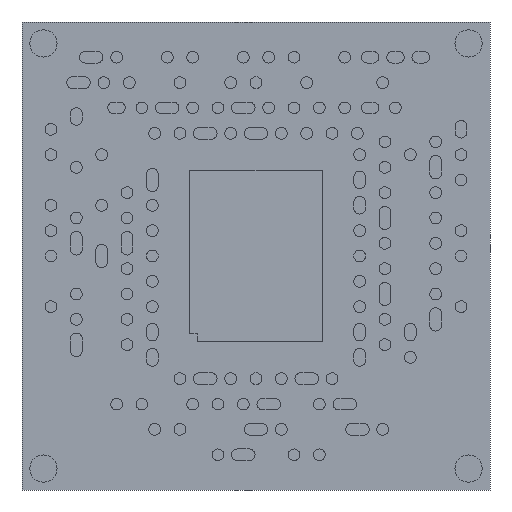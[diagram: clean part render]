
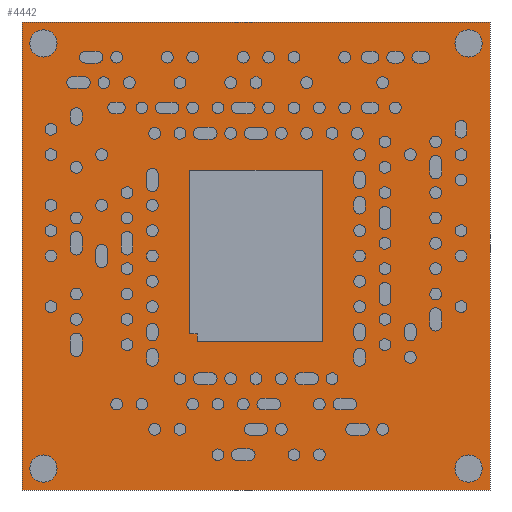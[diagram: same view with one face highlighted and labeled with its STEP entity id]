
A CAD part, front view. The second image highlights one B-rep face of the part: STEP entity #4442.
In plain terms, the highlighted planar face has unit normal (0, -1, 0).
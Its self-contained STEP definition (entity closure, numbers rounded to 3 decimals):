
#633 = VECTOR ( 'NONE', #15028, 1000. ) ;
#2260 = DIRECTION ( 'NONE',  ( 0., -1., 0. ) ) ;
#2727 = VERTEX_POINT ( 'NONE', #4714 ) ;
#3987 = VERTEX_POINT ( 'NONE', #12018 ) ;
#4028 = ORIENTED_EDGE ( 'NONE', *, *, #14326, .F. ) ;
#4294 = CARTESIAN_POINT ( 'NONE',  ( -6., 0.08, 6. ) ) ;
#4442 = ADVANCED_FACE ( 'NONE', ( #8415 ), #15833, .T. ) ;
#4714 = CARTESIAN_POINT ( 'NONE',  ( 6., 0.08, -6. ) ) ;
#5717 = VECTOR ( 'NONE', #6910, 1000. ) ;
#5724 = CARTESIAN_POINT ( 'NONE',  ( -6., 0.08, 6. ) ) ;
#6136 = EDGE_CURVE ( 'NONE', #2727, #8983, #14438, .T. ) ;
#6331 = DIRECTION ( 'NONE',  ( 0., 0., -1. ) ) ;
#6453 = CARTESIAN_POINT ( 'NONE',  ( -6., 0.08, -6. ) ) ;
#6602 = VECTOR ( 'NONE', #13375, 1000. ) ;
#6910 = DIRECTION ( 'NONE',  ( 0., 0., 1. ) ) ;
#7398 = LINE ( 'NONE', #14977, #633 ) ;
#7510 = EDGE_CURVE ( 'NONE', #3987, #2727, #7398, .T. ) ;
#8415 = FACE_OUTER_BOUND ( 'NONE', #11718, .T. ) ;
#8983 = VERTEX_POINT ( 'NONE', #6453 ) ;
#9213 = CARTESIAN_POINT ( 'NONE',  ( 0., 0.08, 0. ) ) ;
#9977 = DIRECTION ( 'NONE',  ( -1., 0., 0. ) ) ;
#9995 = LINE ( 'NONE', #11974, #6602 ) ;
#10260 = ORIENTED_EDGE ( 'NONE', *, *, #6136, .F. ) ;
#11518 = VECTOR ( 'NONE', #9977, 1000. ) ;
#11718 = EDGE_LOOP ( 'NONE', ( #15871, #12429, #4028, #10260 ) ) ;
#11974 = CARTESIAN_POINT ( 'NONE',  ( -6., 0.08, 6. ) ) ;
#12018 = CARTESIAN_POINT ( 'NONE',  ( 6., 0.08, 6. ) ) ;
#12397 = EDGE_CURVE ( 'NONE', #14964, #3987, #9995, .T. ) ;
#12429 = ORIENTED_EDGE ( 'NONE', *, *, #12397, .F. ) ;
#12676 = CARTESIAN_POINT ( 'NONE',  ( -6., 0.08, -6. ) ) ;
#13375 = DIRECTION ( 'NONE',  ( 1., 0., 0. ) ) ;
#13923 = LINE ( 'NONE', #4294, #5717 ) ;
#14326 = EDGE_CURVE ( 'NONE', #8983, #14964, #13923, .T. ) ;
#14438 = LINE ( 'NONE', #12676, #11518 ) ;
#14964 = VERTEX_POINT ( 'NONE', #5724 ) ;
#14977 = CARTESIAN_POINT ( 'NONE',  ( 6., 0.08, 6. ) ) ;
#15028 = DIRECTION ( 'NONE',  ( 0., 0., -1. ) ) ;
#15833 = PLANE ( 'NONE',  #16116 ) ;
#15871 = ORIENTED_EDGE ( 'NONE', *, *, #7510, .F. ) ;
#16116 = AXIS2_PLACEMENT_3D ( 'NONE', #9213, #2260, #6331 ) ;
